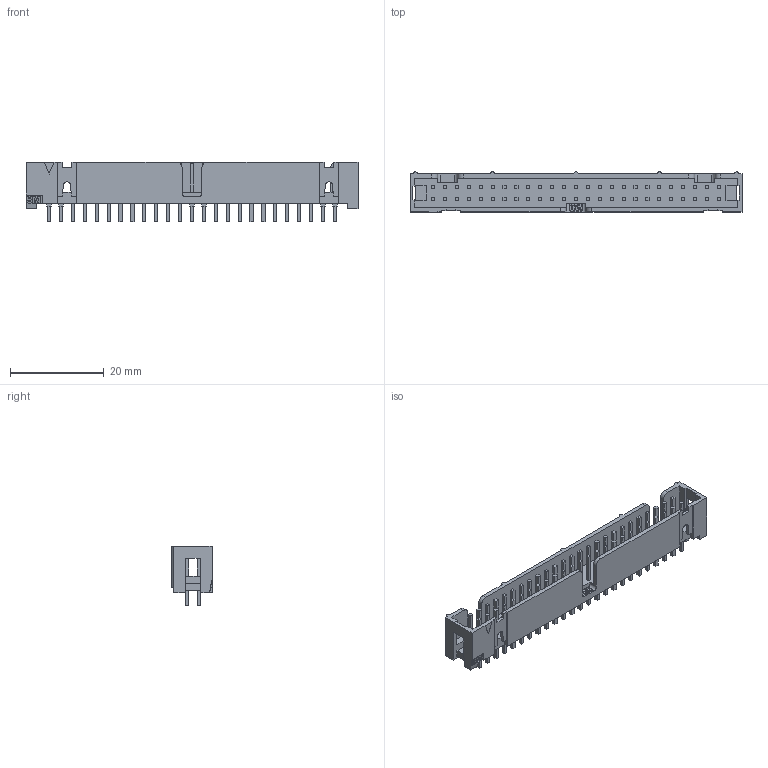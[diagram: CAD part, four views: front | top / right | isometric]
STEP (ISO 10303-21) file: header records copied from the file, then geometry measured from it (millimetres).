
FILE_DESCRIPTION((''),'2;1');
FILE_NAME('3M_N2550-6002RB.stp','2014-01-23T09:04:33',(''),(''),'Mechanical Desktop 2011','Mechanical Desktop 2011',', , ');
FILE_SCHEMA(('AUTOMOTIVE_DESIGN { 1 2 10303 214 1 1 1 1 }'));
Length unit declared in the file: millimetre
Products named in the file (1): Product
Bounding box: 70.82 x 8.64 x 12.75 mm (x, y, z)
Volume: 2336.9 mm3; surface area: 4922.2 mm2
Topology: 101 solids, 101 shells, 857 faces, 1923 edges, 1278 vertices
Faces by surface type: bspline 467, plane 363, cylinder 27
Entity records: 23891 total; most frequent: CARTESIAN_POINT 6088, ORIENTED_EDGE 3846, DIRECTION 2725, EDGE_CURVE 1923, VECTOR 1835, LINE 1835, VERTEX_POINT 1278, EDGE_LOOP 875
